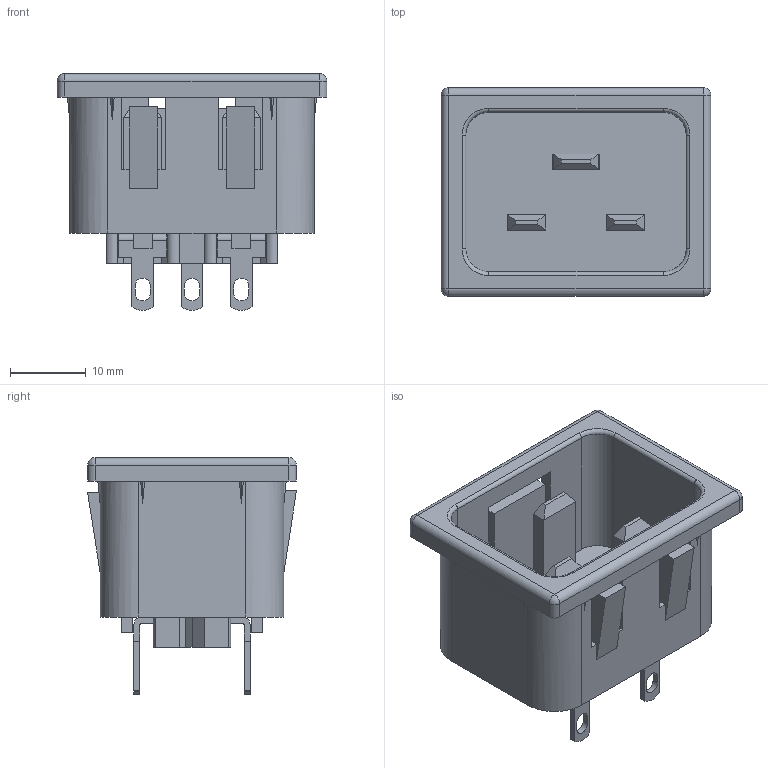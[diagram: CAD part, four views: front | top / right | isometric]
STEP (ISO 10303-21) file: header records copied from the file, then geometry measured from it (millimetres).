
FILE_DESCRIPTION (( 'STEP AP214' ), '1' );
FILE_NAME ('745W.STEP', '2019-04-08T03:13:48', ( '' ), ( '' ), 'SwSTEP 2.0', 'SolidWorks 2016', '' );
FILE_SCHEMA (( 'AUTOMOTIVE_DESIGN' ));
Length unit declared in the file: millimetre
Products named in the file (5): SS3B-001; SS3B Series; 745W; RF2004-001-0.8-2.8; SS3B-002
Assembly tree (7 placements, depth 2):
  745W
    SS3B Series
    SS3B-001
    SS3B-002  x2
    RF2004-001-0.8-2.8  x3
Bounding box: 35.5 x 27.5 x 31.2 mm (x, y, z)
Volume: 6330.9 mm3; surface area: 7984.3 mm2
Topology: 7 solids, 7 shells, 322 faces, 887 edges, 578 vertices
Faces by surface type: plane 273, cylinder 41, torus 4, sphere 4
Entity records: 8275 total; most frequent: CARTESIAN_POINT 1435, ORIENTED_EDGE 1414, DIRECTION 1313, EDGE_CURVE 707, LINE 633, VECTOR 633, VERTEX_POINT 462, AXIS2_PLACEMENT_3D 340
